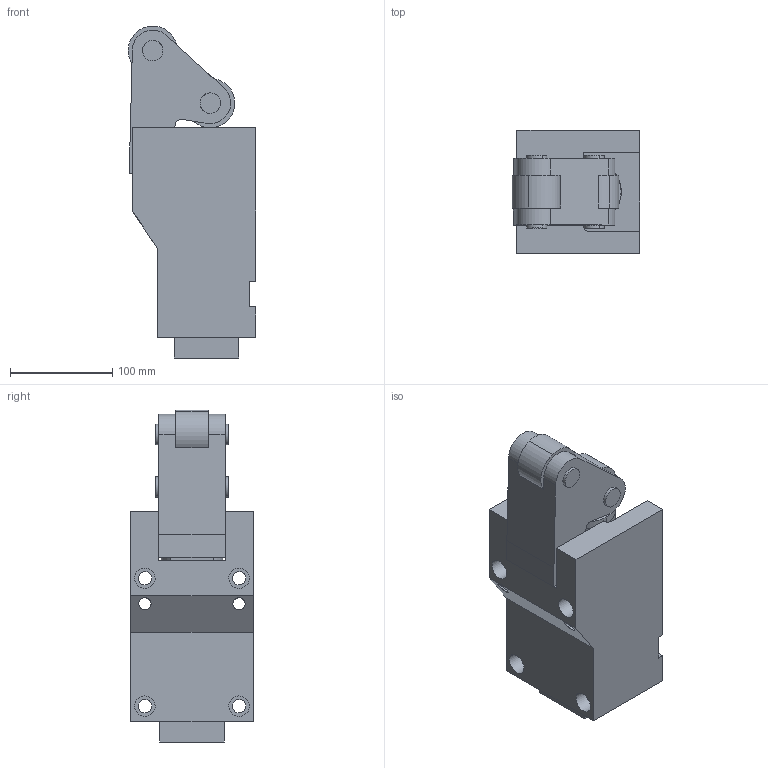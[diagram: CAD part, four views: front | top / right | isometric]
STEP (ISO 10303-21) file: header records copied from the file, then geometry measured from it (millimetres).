
FILE_DESCRIPTION(('CATIA V5 STEP Exchange'),'2;1');
FILE_NAME('CPUS-10000-50-45.stp','2015-09-08T13:48:49+00:00',('none'),('none'),'CATIA Version 5 Release 20 GA (IN-10)','CATIA V5 STEP AP203','none');
FILE_SCHEMA(('CONFIG_CONTROL_DESIGN'));
Length unit declared in the file: millimetre
Products named in the file (1): CPUS-10000-50-45
Bounding box: 124.53 x 120 x 324.38 mm (x, y, z)
Volume: 2728068.8 mm3; surface area: 302427.1 mm2
Topology: 3 solids, 4 shells, 128 faces, 323 edges, 220 vertices
Faces by surface type: cylinder 65, plane 63
Entity records: 3717 total; most frequent: CARTESIAN_POINT 730, ORIENTED_EDGE 646, DIRECTION 483, EDGE_CURVE 323, AXIS2_PLACEMENT_3D 221, VERTEX_POINT 220, VECTOR 181, LINE 181
